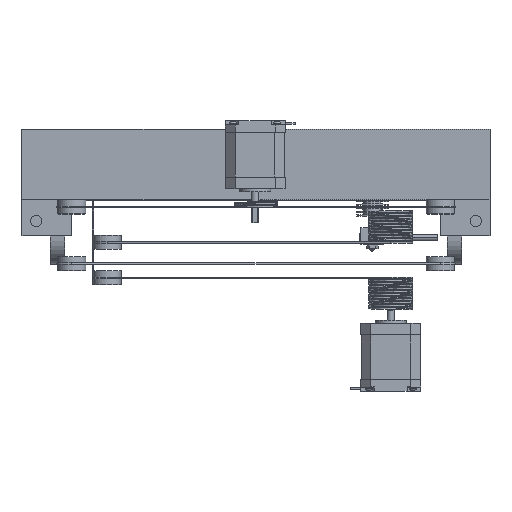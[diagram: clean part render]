
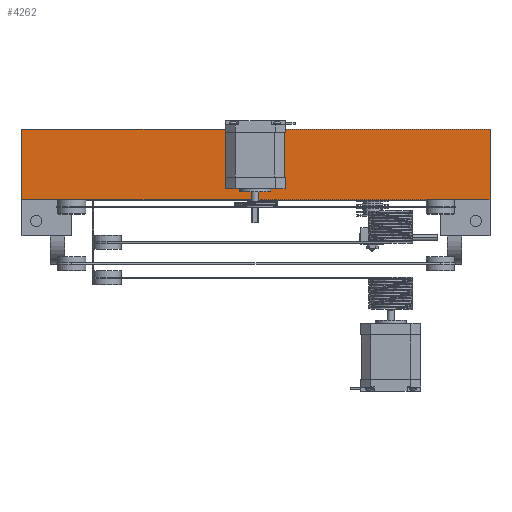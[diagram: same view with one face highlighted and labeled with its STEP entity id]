
A CAD part, top view. The second image highlights one B-rep face of the part: STEP entity #4262.
In plain terms, the highlighted planar face has unit normal (0, 0, 1).
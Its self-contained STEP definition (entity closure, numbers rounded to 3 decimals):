
#274=LINE('',#6807,#607);
#284=LINE('',#6825,#617);
#290=LINE('',#6838,#623);
#291=LINE('',#6839,#624);
#607=VECTOR('',#5326,10.);
#617=VECTOR('',#5340,10.);
#623=VECTOR('',#5356,10.);
#624=VECTOR('',#5357,10.);
#1004=FACE_OUTER_BOUND('',#1306,.T.);
#1306=EDGE_LOOP('',(#2997,#2998,#2999,#3000));
#1926=VERTEX_POINT('',#6804);
#1927=VERTEX_POINT('',#6806);
#1930=VERTEX_POINT('',#6816);
#1935=VERTEX_POINT('',#6837);
#2334=EDGE_CURVE('',#1927,#1926,#274,.T.);
#2344=EDGE_CURVE('',#1927,#1930,#284,.T.);
#2350=EDGE_CURVE('',#1935,#1926,#290,.T.);
#2351=EDGE_CURVE('',#1930,#1935,#291,.T.);
#2997=ORIENTED_EDGE('',*,*,#2334,.T.);
#2998=ORIENTED_EDGE('',*,*,#2350,.F.);
#2999=ORIENTED_EDGE('',*,*,#2351,.F.);
#3000=ORIENTED_EDGE('',*,*,#2344,.F.);
#4074=PLANE('',#4677);
#4262=ADVANCED_FACE('',(#1004),#4074,.T.);
#4677=AXIS2_PLACEMENT_3D('',#6836,#5354,#5355);
#5326=DIRECTION('',(1.,0.,0.));
#5340=DIRECTION('',(0.,1.,0.));
#5354=DIRECTION('center_axis',(0.,0.,1.));
#5355=DIRECTION('ref_axis',(0.,-1.,0.));
#5356=DIRECTION('',(0.,-1.,0.));
#5357=DIRECTION('',(1.,0.,0.));
#6804=CARTESIAN_POINT('',(270.,-25.,30.));
#6806=CARTESIAN_POINT('',(-60.,-25.,30.));
#6807=CARTESIAN_POINT('',(0.,-25.,30.));
#6816=CARTESIAN_POINT('',(-60.,25.,30.));
#6825=CARTESIAN_POINT('',(-60.,-25.,30.));
#6836=CARTESIAN_POINT('Origin',(0.,25.,30.));
#6837=CARTESIAN_POINT('',(270.,25.,30.));
#6838=CARTESIAN_POINT('',(270.,-25.,30.));
#6839=CARTESIAN_POINT('',(0.,25.,30.));
